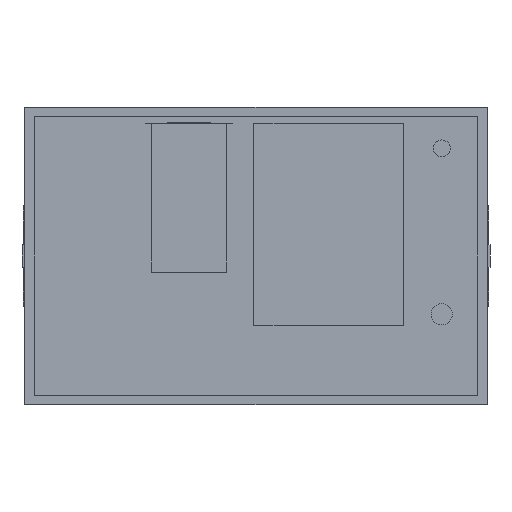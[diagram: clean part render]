
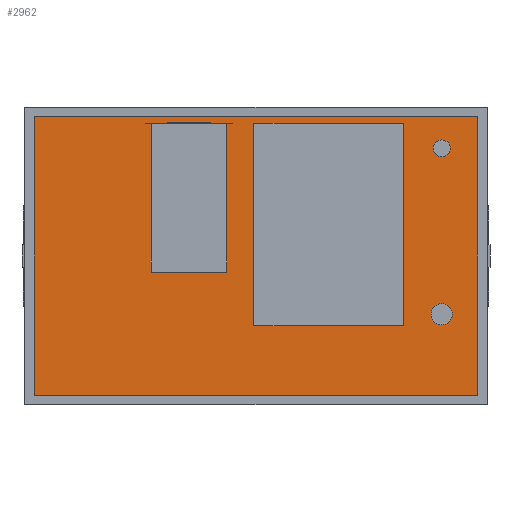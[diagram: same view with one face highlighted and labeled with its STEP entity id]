
A CAD part, front view. The second image highlights one B-rep face of the part: STEP entity #2962.
In plain terms, the highlighted planar face has unit normal (0, -1, 0).
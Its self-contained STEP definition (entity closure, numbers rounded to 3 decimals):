
#56=FACE_BOUND('',#345,.T.);
#57=FACE_BOUND('',#346,.T.);
#58=FACE_BOUND('',#347,.T.);
#59=FACE_BOUND('',#348,.T.);
#69=CIRCLE('',#3178,25.);
#71=CIRCLE('',#3182,20.);
#158=FACE_OUTER_BOUND('',#344,.T.);
#344=EDGE_LOOP('',(#2041,#2042,#2043,#2044));
#345=EDGE_LOOP('',(#2045,#2046,#2047,#2048));
#346=EDGE_LOOP('',(#2049,#2050,#2051,#2052));
#347=EDGE_LOOP('',(#2053));
#348=EDGE_LOOP('',(#2054));
#517=LINE('',#4229,#887);
#521=LINE('',#4237,#891);
#524=LINE('',#4243,#894);
#527=LINE('',#4248,#897);
#529=LINE('',#4254,#899);
#533=LINE('',#4262,#903);
#536=LINE('',#4268,#906);
#539=LINE('',#4273,#909);
#557=LINE('',#4322,#927);
#560=LINE('',#4328,#930);
#563=LINE('',#4334,#933);
#566=LINE('',#4338,#936);
#887=VECTOR('',#3399,10.);
#891=VECTOR('',#3405,10.);
#894=VECTOR('',#3410,10.);
#897=VECTOR('',#3415,10.);
#899=VECTOR('',#3421,10.);
#903=VECTOR('',#3427,10.);
#906=VECTOR('',#3432,10.);
#909=VECTOR('',#3437,10.);
#927=VECTOR('',#3485,10.);
#930=VECTOR('',#3490,10.);
#933=VECTOR('',#3495,10.);
#936=VECTOR('',#3500,10.);
#1257=VERTEX_POINT('',#4227);
#1258=VERTEX_POINT('',#4228);
#1261=VERTEX_POINT('',#4236);
#1263=VERTEX_POINT('',#4242);
#1265=VERTEX_POINT('',#4252);
#1266=VERTEX_POINT('',#4253);
#1269=VERTEX_POINT('',#4261);
#1271=VERTEX_POINT('',#4267);
#1274=VERTEX_POINT('',#4279);
#1276=VERTEX_POINT('',#4286);
#1287=VERTEX_POINT('',#4319);
#1288=VERTEX_POINT('',#4321);
#1290=VERTEX_POINT('',#4327);
#1292=VERTEX_POINT('',#4333);
#1533=EDGE_CURVE('',#1257,#1258,#517,.T.);
#1537=EDGE_CURVE('',#1258,#1261,#521,.T.);
#1540=EDGE_CURVE('',#1261,#1263,#524,.T.);
#1543=EDGE_CURVE('',#1263,#1257,#527,.T.);
#1545=EDGE_CURVE('',#1265,#1266,#529,.T.);
#1549=EDGE_CURVE('',#1266,#1269,#533,.T.);
#1552=EDGE_CURVE('',#1269,#1271,#536,.T.);
#1555=EDGE_CURVE('',#1271,#1265,#539,.T.);
#1559=EDGE_CURVE('',#1274,#1274,#69,.T.);
#1562=EDGE_CURVE('',#1276,#1276,#71,.T.);
#1577=EDGE_CURVE('',#1288,#1287,#557,.T.);
#1580=EDGE_CURVE('',#1290,#1288,#560,.T.);
#1583=EDGE_CURVE('',#1292,#1290,#563,.T.);
#1586=EDGE_CURVE('',#1287,#1292,#566,.T.);
#2041=ORIENTED_EDGE('',*,*,#1586,.T.);
#2042=ORIENTED_EDGE('',*,*,#1583,.T.);
#2043=ORIENTED_EDGE('',*,*,#1580,.T.);
#2044=ORIENTED_EDGE('',*,*,#1577,.T.);
#2045=ORIENTED_EDGE('',*,*,#1533,.T.);
#2046=ORIENTED_EDGE('',*,*,#1537,.T.);
#2047=ORIENTED_EDGE('',*,*,#1540,.T.);
#2048=ORIENTED_EDGE('',*,*,#1543,.T.);
#2049=ORIENTED_EDGE('',*,*,#1545,.T.);
#2050=ORIENTED_EDGE('',*,*,#1549,.T.);
#2051=ORIENTED_EDGE('',*,*,#1552,.T.);
#2052=ORIENTED_EDGE('',*,*,#1555,.T.);
#2053=ORIENTED_EDGE('',*,*,#1559,.T.);
#2054=ORIENTED_EDGE('',*,*,#1562,.T.);
#2797=PLANE('',#3194);
#2962=ADVANCED_FACE('',(#158,#56,#57,#58,#59),#2797,.T.);
#3178=AXIS2_PLACEMENT_3D('',#4281,#3446,#3447);
#3182=AXIS2_PLACEMENT_3D('',#4288,#3455,#3456);
#3194=AXIS2_PLACEMENT_3D('',#4340,#3503,#3504);
#3399=DIRECTION('',(1.,0.,0.));
#3405=DIRECTION('',(0.,0.,-1.));
#3410=DIRECTION('',(-1.,0.,0.));
#3415=DIRECTION('',(0.,0.,1.));
#3421=DIRECTION('',(-1.,0.,0.));
#3427=DIRECTION('',(0.,0.,1.));
#3432=DIRECTION('',(1.,0.,0.));
#3437=DIRECTION('',(0.,0.,-1.));
#3446=DIRECTION('center_axis',(0.,1.,0.));
#3447=DIRECTION('ref_axis',(1.,0.,0.));
#3455=DIRECTION('center_axis',(0.,1.,0.));
#3456=DIRECTION('ref_axis',(1.,0.,0.));
#3485=DIRECTION('',(0.,0.,-1.));
#3490=DIRECTION('',(-1.,0.,0.));
#3495=DIRECTION('',(0.,0.,1.));
#3500=DIRECTION('',(1.,0.,0.));
#3503=DIRECTION('center_axis',(0.,-1.,0.));
#3504=DIRECTION('ref_axis',(0.,0.,-1.));
#4227=CARTESIAN_POINT('',(-248.,-370.,314.));
#4228=CARTESIAN_POINT('',(-69.,-370.,314.));
#4229=CARTESIAN_POINT('',(-34.5,-370.,314.));
#4236=CARTESIAN_POINT('',(-69.,-370.,-38.));
#4237=CARTESIAN_POINT('',(-69.,-370.,-19.));
#4242=CARTESIAN_POINT('',(-248.,-370.,-38.));
#4243=CARTESIAN_POINT('',(-124.,-370.,-38.));
#4248=CARTESIAN_POINT('',(-248.,-370.,157.));
#4252=CARTESIAN_POINT('',(350.,-370.,-165.));
#4253=CARTESIAN_POINT('',(-5.,-370.,-165.));
#4254=CARTESIAN_POINT('',(-2.5,-370.,-165.));
#4261=CARTESIAN_POINT('',(-5.,-370.,315.));
#4262=CARTESIAN_POINT('',(-5.,-370.,157.5));
#4267=CARTESIAN_POINT('',(350.,-370.,315.));
#4268=CARTESIAN_POINT('',(175.,-370.,315.));
#4273=CARTESIAN_POINT('',(350.,-370.,-82.5));
#4279=CARTESIAN_POINT('',(415.,-370.,-138.));
#4281=CARTESIAN_POINT('Origin',(440.,-370.,-138.));
#4286=CARTESIAN_POINT('',(420.,-370.,255.));
#4288=CARTESIAN_POINT('Origin',(440.,-370.,255.));
#4319=CARTESIAN_POINT('',(-525.,-370.,-330.));
#4321=CARTESIAN_POINT('',(-525.,-370.,330.));
#4322=CARTESIAN_POINT('',(-525.,-370.,-330.));
#4327=CARTESIAN_POINT('',(525.,-370.,330.));
#4328=CARTESIAN_POINT('',(-525.,-370.,330.));
#4333=CARTESIAN_POINT('',(525.,-370.,-330.));
#4334=CARTESIAN_POINT('',(525.,-370.,330.));
#4338=CARTESIAN_POINT('',(525.,-370.,-330.));
#4340=CARTESIAN_POINT('Origin',(0.,-370.,0.));
